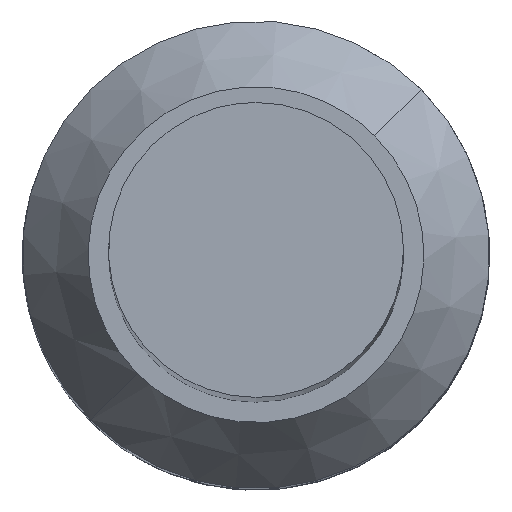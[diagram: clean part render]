
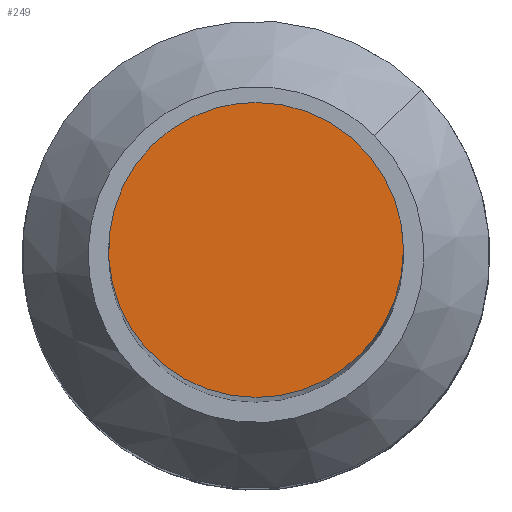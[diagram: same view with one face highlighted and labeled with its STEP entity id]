
A CAD part, top view. The second image highlights one B-rep face of the part: STEP entity #249.
In plain terms, the highlighted planar face has unit normal (0, 0, 1).
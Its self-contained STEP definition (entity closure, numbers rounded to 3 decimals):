
#108=AXIS2_PLACEMENT_3D('Circle Axis2P3D',#106,#107,$) ;
#145=AXIS2_PLACEMENT_3D('Circle Axis2P3D',#143,#144,$) ;
#241=AXIS2_PLACEMENT_3D('Plane Axis2P3D',#238,#239,#240) ;
#65=CARTESIAN_POINT('Vertex',(5.15,1.9,97.55)) ;
#90=CARTESIAN_POINT('Vertex',(5.15,8.4,97.55)) ;
#94=CARTESIAN_POINT('Control Point',(5.15,8.4,97.55)) ;
#95=CARTESIAN_POINT('Control Point',(5.916,8.4,97.55)) ;
#96=CARTESIAN_POINT('Control Point',(6.682,8.174,97.55)) ;
#97=CARTESIAN_POINT('Control Point',(7.358,7.722,97.55)) ;
#98=CARTESIAN_POINT('Control Point',(8.361,6.48,97.55)) ;
#99=CARTESIAN_POINT('Control Point',(8.53,4.892,97.55)) ;
#100=CARTESIAN_POINT('Control Point',(8.372,4.094,97.55)) ;
#101=CARTESIAN_POINT('Control Point',(7.99,3.393,97.55)) ;
#102=CARTESIAN_POINT('Control Point',(7.448,2.852,97.55)) ;
#103=CARTESIAN_POINT('Vertex',(7.448,2.852,97.55)) ;
#106=CARTESIAN_POINT('Axis2P3D Location',(5.15,5.15,97.55)) ;
#143=CARTESIAN_POINT('Axis2P3D Location',(5.15,5.15,97.55)) ;
#147=CARTESIAN_POINT('Vertex',(2.852,7.448,97.55)) ;
#151=CARTESIAN_POINT('Control Point',(2.852,7.448,97.55)) ;
#152=CARTESIAN_POINT('Control Point',(3.303,7.899,97.55)) ;
#153=CARTESIAN_POINT('Control Point',(3.873,8.233,97.55)) ;
#154=CARTESIAN_POINT('Control Point',(4.512,8.4,97.55)) ;
#155=CARTESIAN_POINT('Control Point',(5.15,8.4,97.55)) ;
#238=CARTESIAN_POINT('Axis2P3D Location',(5.15,5.15,97.55)) ;
#107=DIRECTION('Axis2P3D Direction',(0.,0.,1.)) ;
#144=DIRECTION('Axis2P3D Direction',(0.,0.,1.)) ;
#239=DIRECTION('Axis2P3D Direction',(0.,0.,1.)) ;
#240=DIRECTION('Axis2P3D XDirection',(0.707,-0.707,0.)) ;
#244=ORIENTED_EDGE('',*,*,#105,.F.) ;
#245=ORIENTED_EDGE('',*,*,#156,.F.) ;
#246=ORIENTED_EDGE('',*,*,#149,.F.) ;
#247=ORIENTED_EDGE('',*,*,#110,.F.) ;
#249=ADVANCED_FACE('Hauptkoerper',(#248),#242,.T.) ;
#93=B_SPLINE_CURVE_WITH_KNOTS('',5,(#94,#95,#96,#97,#98,#99,#100,#101,#102),.UNSPECIFIED.,.F.,.U.,(6,3,6),(-3.829,0.,3.829),.UNSPECIFIED.) ;
#150=B_SPLINE_CURVE_WITH_KNOTS('',4,(#151,#152,#153,#154,#155),.UNSPECIFIED.,.F.,.U.,(5,5),(-1.276,1.276),.UNSPECIFIED.) ;
#109=CIRCLE('generated circle',#108,3.25) ;
#146=CIRCLE('generated circle',#145,3.25) ;
#105=EDGE_CURVE('',#91,#104,#93,.T.) ;
#110=EDGE_CURVE('',#104,#66,#109,.F.) ;
#149=EDGE_CURVE('',#66,#148,#146,.F.) ;
#156=EDGE_CURVE('',#148,#91,#150,.T.) ;
#243=EDGE_LOOP('',(#244,#245,#246,#247)) ;
#248=FACE_OUTER_BOUND('',#243,.T.) ;
#242=PLANE('',#241) ;
#66=VERTEX_POINT('',#65) ;
#91=VERTEX_POINT('',#90) ;
#104=VERTEX_POINT('',#103) ;
#148=VERTEX_POINT('',#147) ;
